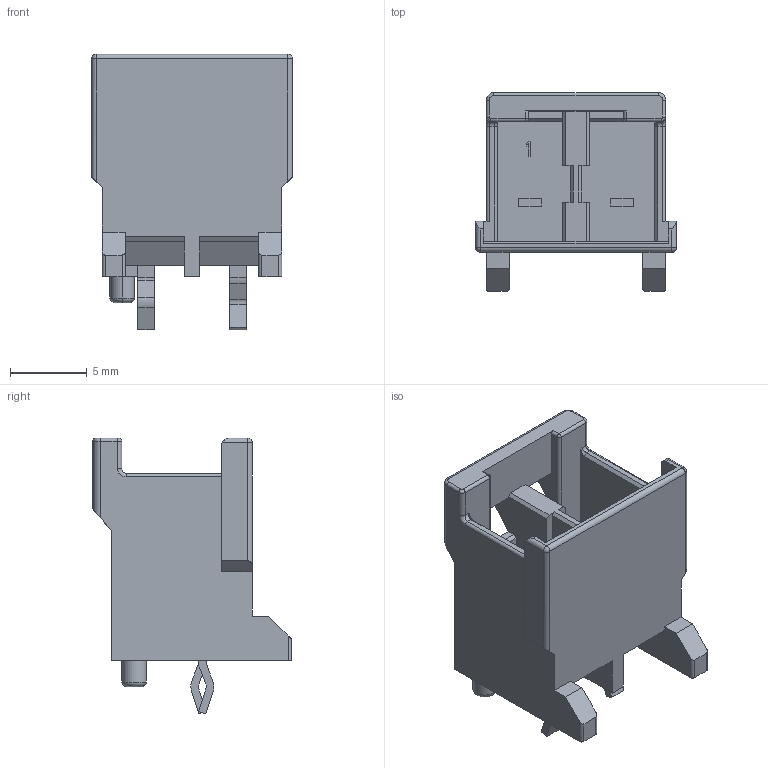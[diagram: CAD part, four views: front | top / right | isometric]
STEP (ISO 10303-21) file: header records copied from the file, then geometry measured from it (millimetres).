
FILE_DESCRIPTION((''),'2;1');
FILE_NAME('C-2-2232876-1','2017-05-31T',('workeradm'),('Tyco Electronics Ltd.'),'CREO PARAMETRIC BY PTC INC, 2016050','CREO PARAMETRIC BY PTC INC, 2016050','');
FILE_SCHEMA(('AUTOMOTIVE_DESIGN { 1 0 10303 214 1 1 1 1 }'));
Length unit declared in the file: millimetre
Products named in the file (1): C-2-2232876-1
Bounding box: 13.1 x 12.95 x 17.97 mm (x, y, z)
Volume: 713.3 mm3; surface area: 1494.4 mm2
Topology: 1 solids, 1 shells, 170 faces, 468 edges, 302 vertices
Faces by surface type: plane 118, cylinder 40, torus 4, sphere 4, bspline 4
Entity records: 8190 total; most frequent: CARTESIAN_POINT 3815, ORIENTED_EDGE 936, DIRECTION 848, EDGE_CURVE 468, VECTOR 380, LINE 380, VERTEX_POINT 302, AXIS2_PLACEMENT_3D 234
